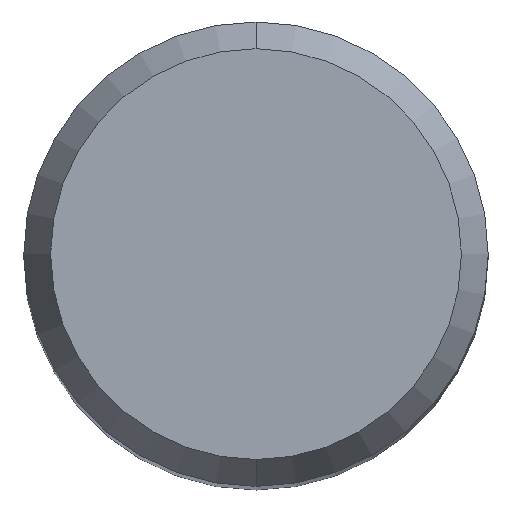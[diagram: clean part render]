
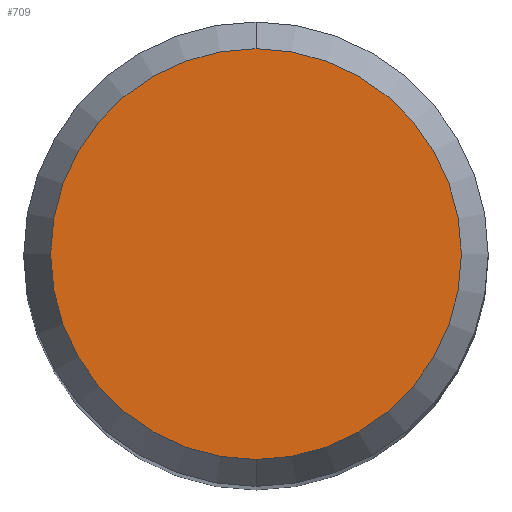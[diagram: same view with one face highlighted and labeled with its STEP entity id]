
A CAD part, top view. The second image highlights one B-rep face of the part: STEP entity #709.
In plain terms, the highlighted planar face has unit normal (0, 0, 1).
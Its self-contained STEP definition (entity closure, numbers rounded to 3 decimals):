
#549=VERTEX_POINT('',#1596);
#709=ADVANCED_FACE('',(#1771),#1772,.T.);
#773=EDGE_CURVE('',#549,#1005,#1842,.T.);
#1005=VERTEX_POINT('',#2092);
#1315=EDGE_CURVE('',#1005,#549,#2432,.T.);
#1596=CARTESIAN_POINT('',(0.,-4.423,0.0));
#1771=FACE_OUTER_BOUND('',#4221,.T.);
#1772=PLANE('',#4222);
#1842=CIRCLE('',#4868,4.423);
#2092=CARTESIAN_POINT('',(0.0,4.423,0.0));
#2432=CIRCLE('',#9214,4.423);
#4221=EDGE_LOOP('',(#10657,#10658));
#4222=AXIS2_PLACEMENT_3D('',#10659,#10660,#10661);
#4868=AXIS2_PLACEMENT_3D('',#10724,#10725,#10726);
#9214=AXIS2_PLACEMENT_3D('',#11378,#11379,#11380);
#10657=ORIENTED_EDGE('',*,*,#1315,.F.);
#10658=ORIENTED_EDGE('',*,*,#773,.F.);
#10659=CARTESIAN_POINT('',(0.0,2.211,0.0));
#10660=DIRECTION('',(-0.0,0.0,1.0));
#10661=DIRECTION('',(0.0,-1.0,0.0));
#10724=CARTESIAN_POINT('',(0.0,0.0,0.0));
#10725=DIRECTION('',(0.0,0.0,-1.0));
#10726=DIRECTION('',(0.0,1.0,0.0));
#11378=CARTESIAN_POINT('',(0.0,0.0,0.0));
#11379=DIRECTION('',(0.0,0.0,-1.0));
#11380=DIRECTION('',(0.0,1.0,0.0));
